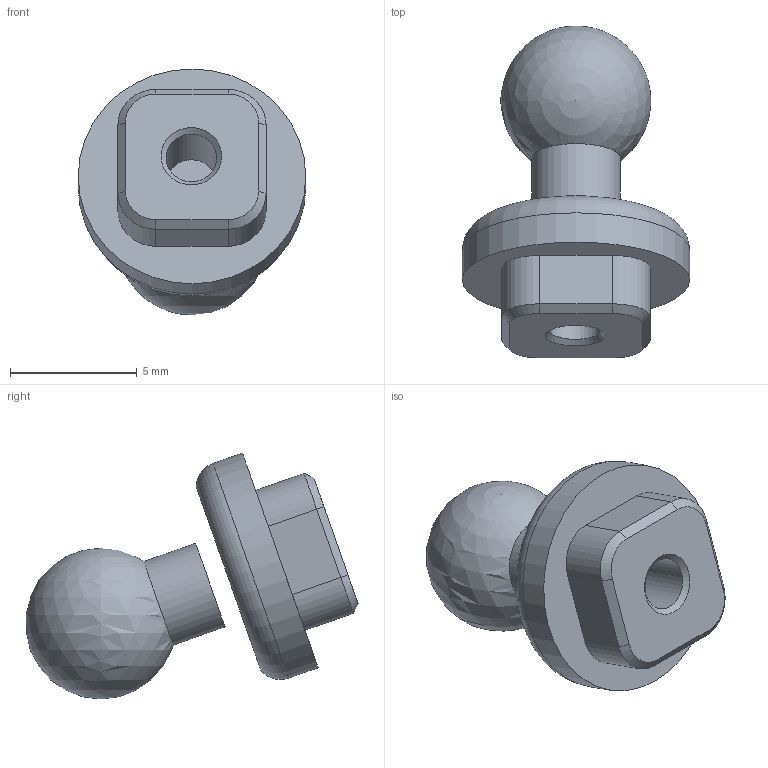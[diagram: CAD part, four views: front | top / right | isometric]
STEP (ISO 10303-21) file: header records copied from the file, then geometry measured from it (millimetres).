
FILE_DESCRIPTION(/* description */ (''),/* implementation_level */ '2;1');
FILE_NAME(/* name */ 'rotule (peinture 0.07mm aussi).step',/* time_stamp */ '2023-06-10T13:33:56+02:00',/* author */ (''),/* organization */ (''),/* preprocessor_version */ 'ST-DEVELOPER v19.2',/* originating_system */ 'Autodesk Translation Framework v12.6.0.85',/* authorisation */ '');
FILE_SCHEMA (('AUTOMOTIVE_DESIGN { 1 0 10303 214 3 1 1 }'));
Length unit declared in the file: millimetre
Products named in the file (3): accessoires sur rail v5; v5 sur rotule; parties métalliques
Assembly tree (2 placements, depth 3):
  accessoires sur rail v5
    v5 sur rotule
      parties métalliques
Bounding box: 9 x 13.12 x 9.72 mm (x, y, z)
Volume: 346.2 mm3; surface area: 359.8 mm2
Topology: 1 solids, 1 shells, 26 faces, 60 edges, 37 vertices
Faces by surface type: plane 11, cylinder 7, cone 6, torus 1, sphere 1
Full cylindrical faces by diameter (mm): 2 x1, 3.5 x1, 9 x1
Entity records: 828 total; most frequent: DIRECTION 145, CARTESIAN_POINT 126, ORIENTED_EDGE 116, EDGE_CURVE 58, AXIS2_PLACEMENT_3D 56, VERTEX_POINT 37, LINE 33, VECTOR 33
